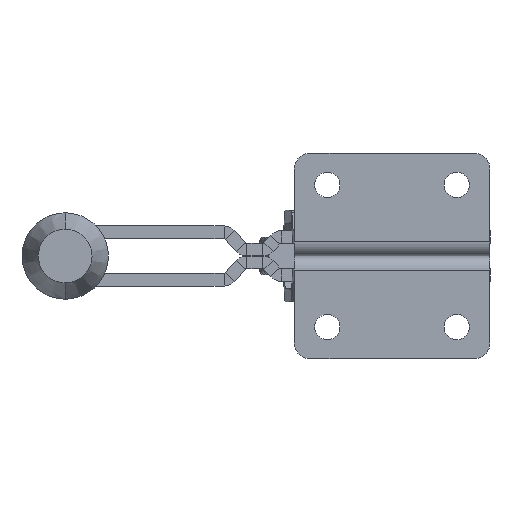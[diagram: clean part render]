
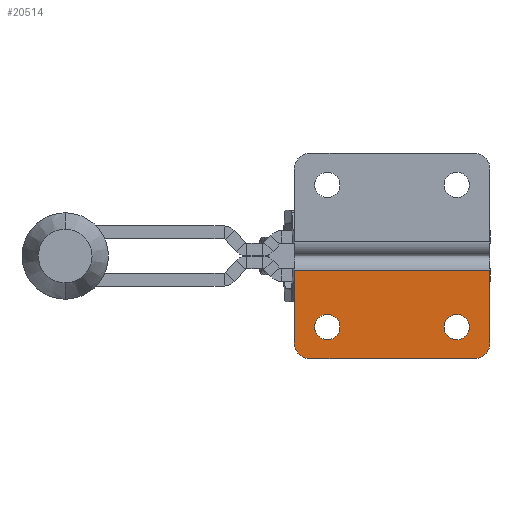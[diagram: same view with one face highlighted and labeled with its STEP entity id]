
A CAD part, front view. The second image highlights one B-rep face of the part: STEP entity #20514.
In plain terms, the highlighted planar face has unit normal (0, -1, 0).
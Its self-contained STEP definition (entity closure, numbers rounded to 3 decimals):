
#608 = DIRECTION ( 'NONE',  ( 0., -1., 0. ) ) ;
#612 = CARTESIAN_POINT ( 'NONE',  ( 5., -4., -23.5 ) ) ;
#616 = PLANE ( 'NONE',  #18890 ) ;
#619 = DIRECTION ( 'NONE',  ( 0., 0., -1. ) ) ;
#3401 = CARTESIAN_POINT ( 'NONE',  ( 51.5, -4., -18.5 ) ) ;
#3402 = DIRECTION ( 'NONE',  ( 0., 1., 0. ) ) ;
#3403 = DIRECTION ( 'NONE',  ( 0., 0., 1. ) ) ;
#3410 = CARTESIAN_POINT ( 'NONE',  ( 10.5, -4., -18.5 ) ) ;
#3411 = DIRECTION ( 'NONE',  ( 0., 1., 0. ) ) ;
#3412 = DIRECTION ( 'NONE',  ( 0., 0., 1. ) ) ;
#3512 = DIRECTION ( 'NONE',  ( -1., 0., 0. ) ) ;
#3517 = CARTESIAN_POINT ( 'NONE',  ( 5., -4., -0.5 ) ) ;
#3527 = CARTESIAN_POINT ( 'NONE',  ( 0., -4., 0. ) ) ;
#3530 = DIRECTION ( 'NONE',  ( 0., 0., 1. ) ) ;
#3536 = CARTESIAN_POINT ( 'NONE',  ( 62., -4., -23.5 ) ) ;
#3537 = DIRECTION ( 'NONE',  ( 0., 0., -1. ) ) ;
#3542 = CARTESIAN_POINT ( 'NONE',  ( 10.5, -4., -18.5 ) ) ;
#3543 = DIRECTION ( 'NONE',  ( 0., 1., 0. ) ) ;
#3544 = DIRECTION ( 'NONE',  ( 0., 0., 1. ) ) ;
#3546 = CARTESIAN_POINT ( 'NONE',  ( 5., -4., -28.5 ) ) ;
#3548 = DIRECTION ( 'NONE',  ( -1., 0., 0. ) ) ;
#3549 = CARTESIAN_POINT ( 'NONE',  ( 51.5, -4., -18.5 ) ) ;
#3550 = DIRECTION ( 'NONE',  ( 0., 1., 0. ) ) ;
#3551 = DIRECTION ( 'NONE',  ( 0., 0., 1. ) ) ;
#3552 = CARTESIAN_POINT ( 'NONE',  ( 5., -4., -23.5 ) ) ;
#3553 = DIRECTION ( 'NONE',  ( 0., 1., 0. ) ) ;
#3554 = DIRECTION ( 'NONE',  ( 0., 0., -1. ) ) ;
#3557 = CARTESIAN_POINT ( 'NONE',  ( 57., -4., -23.5 ) ) ;
#3558 = DIRECTION ( 'NONE',  ( 0., 1., 0. ) ) ;
#3559 = DIRECTION ( 'NONE',  ( 0., 0., -1. ) ) ;
#4508 = CARTESIAN_POINT ( 'NONE',  ( 57., -4., -28.5 ) ) ;
#4522 = CARTESIAN_POINT ( 'NONE',  ( 10.5, -4., -14.5 ) ) ;
#4681 = CARTESIAN_POINT ( 'NONE',  ( 5., -4., -28.5 ) ) ;
#4981 = CARTESIAN_POINT ( 'NONE',  ( 51.5, -4., -14.5 ) ) ;
#5290 = CARTESIAN_POINT ( 'NONE',  ( 62., -4., -23.5 ) ) ;
#5350 = CARTESIAN_POINT ( 'NONE',  ( 0., -4., -0.5 ) ) ;
#5398 = CARTESIAN_POINT ( 'NONE',  ( 10.5, -4., -22.5 ) ) ;
#5402 = CARTESIAN_POINT ( 'NONE',  ( 0., -4., -23.5 ) ) ;
#5422 = CARTESIAN_POINT ( 'NONE',  ( 51.5, -4., -22.5 ) ) ;
#11055 = EDGE_LOOP ( 'NONE', ( #20189, #22387 ) ) ;
#11180 = EDGE_LOOP ( 'NONE', ( #22427, #18937, #15214, #22422, #22454, #22447 ) ) ;
#11568 = EDGE_LOOP ( 'NONE', ( #20186, #20209 ) ) ;
#11708 = VERTEX_POINT ( 'NONE', #12897 ) ;
#12196 = VERTEX_POINT ( 'NONE', #4508 ) ;
#12214 = VERTEX_POINT ( 'NONE', #4522 ) ;
#12418 = VERTEX_POINT ( 'NONE', #4681 ) ;
#12719 = VERTEX_POINT ( 'NONE', #4981 ) ;
#12897 = CARTESIAN_POINT ( 'NONE',  ( 62., -4., -0.5 ) ) ;
#13016 = VERTEX_POINT ( 'NONE', #5290 ) ;
#13070 = VERTEX_POINT ( 'NONE', #5350 ) ;
#13109 = VERTEX_POINT ( 'NONE', #5398 ) ;
#13112 = VERTEX_POINT ( 'NONE', #5402 ) ;
#13130 = VERTEX_POINT ( 'NONE', #5422 ) ;
#15214 = ORIENTED_EDGE ( 'NONE', *, *, #19236, .F. ) ;
#18399 = AXIS2_PLACEMENT_3D ( 'NONE', #3557, #3558, #3559 ) ;
#18400 = AXIS2_PLACEMENT_3D ( 'NONE', #3552, #3553, #3554 ) ;
#18401 = AXIS2_PLACEMENT_3D ( 'NONE', #3549, #3550, #3551 ) ;
#18402 = AXIS2_PLACEMENT_3D ( 'NONE', #3542, #3543, #3544 ) ;
#18420 = AXIS2_PLACEMENT_3D ( 'NONE', #3410, #3411, #3412 ) ;
#18422 = AXIS2_PLACEMENT_3D ( 'NONE', #3401, #3402, #3403 ) ;
#18890 = AXIS2_PLACEMENT_3D ( 'NONE', #612, #608, #619 ) ;
#18937 = ORIENTED_EDGE ( 'NONE', *, *, #19234, .T. ) ;
#19191 = EDGE_CURVE ( 'NONE', #13130, #12719, #26924, .T. ) ;
#19194 = EDGE_CURVE ( 'NONE', #13109, #12214, #26932, .T. ) ;
#19234 = EDGE_CURVE ( 'NONE', #11708, #13070, #26998, .T. ) ;
#19236 = EDGE_CURVE ( 'NONE', #13112, #13070, #27001, .T. ) ;
#19240 = EDGE_CURVE ( 'NONE', #11708, #13016, #27009, .T. ) ;
#19242 = EDGE_CURVE ( 'NONE', #12214, #13109, #27013, .T. ) ;
#19243 = EDGE_CURVE ( 'NONE', #12719, #13130, #27015, .T. ) ;
#19244 = EDGE_CURVE ( 'NONE', #12418, #13112, #27016, .T. ) ;
#19245 = EDGE_CURVE ( 'NONE', #12196, #12418, #27017, .T. ) ;
#19246 = EDGE_CURVE ( 'NONE', #13016, #12196, #27007, .T. ) ;
#20186 = ORIENTED_EDGE ( 'NONE', *, *, #19243, .T. ) ;
#20189 = ORIENTED_EDGE ( 'NONE', *, *, #19242, .T. ) ;
#20209 = ORIENTED_EDGE ( 'NONE', *, *, #19191, .T. ) ;
#20514 = ADVANCED_FACE ( 'NONE', ( #21287, #21298, #21293 ), #616, .T. ) ;
#21287 = FACE_BOUND ( 'NONE', #11055, .T. ) ;
#21293 = FACE_OUTER_BOUND ( 'NONE', #11180, .T. ) ;
#21298 = FACE_BOUND ( 'NONE', #11568, .T. ) ;
#22387 = ORIENTED_EDGE ( 'NONE', *, *, #19194, .T. ) ;
#22422 = ORIENTED_EDGE ( 'NONE', *, *, #19244, .F. ) ;
#22427 = ORIENTED_EDGE ( 'NONE', *, *, #19240, .F. ) ;
#22447 = ORIENTED_EDGE ( 'NONE', *, *, #19246, .F. ) ;
#22454 = ORIENTED_EDGE ( 'NONE', *, *, #19245, .F. ) ;
#26924 = CIRCLE ( 'NONE', #18422, 4. ) ;
#26932 = CIRCLE ( 'NONE', #18420, 4. ) ;
#26998 = LINE ( 'NONE', #3517, #27000 ) ;
#27000 = VECTOR ( 'NONE', #3512, 1000. ) ;
#27001 = LINE ( 'NONE', #3527, #27004 ) ;
#27004 = VECTOR ( 'NONE', #3530, 1000. ) ;
#27007 = CIRCLE ( 'NONE', #18399, 5. ) ;
#27009 = LINE ( 'NONE', #3536, #27012 ) ;
#27012 = VECTOR ( 'NONE', #3537, 1000. ) ;
#27013 = CIRCLE ( 'NONE', #18402, 4. ) ;
#27015 = CIRCLE ( 'NONE', #18401, 4. ) ;
#27016 = CIRCLE ( 'NONE', #18400, 5. ) ;
#27017 = LINE ( 'NONE', #3546, #27019 ) ;
#27019 = VECTOR ( 'NONE', #3548, 1000. ) ;
